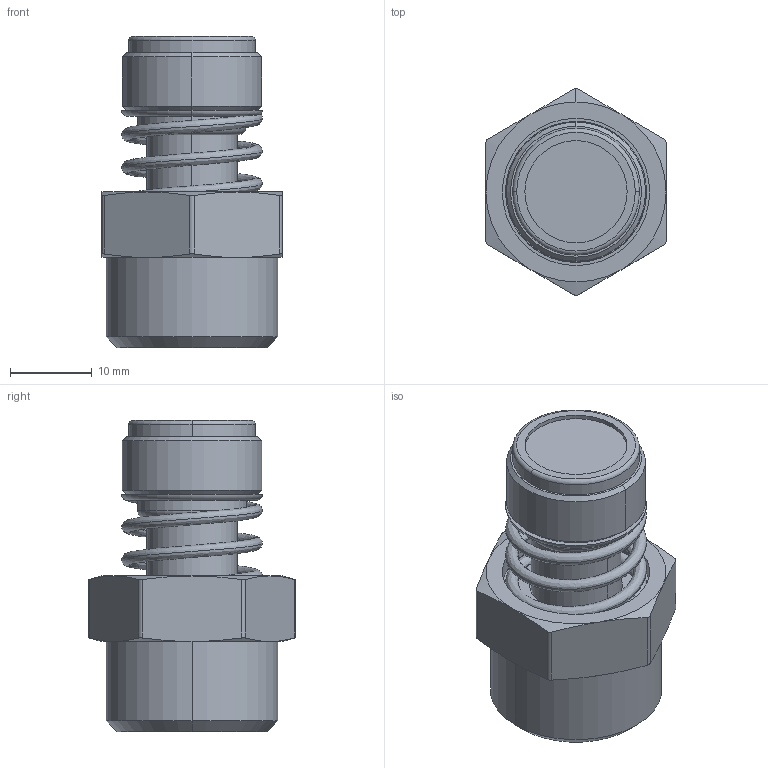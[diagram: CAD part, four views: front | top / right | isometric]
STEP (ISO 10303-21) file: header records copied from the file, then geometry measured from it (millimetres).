
FILE_DESCRIPTION(( 'MV.11VE00.12.STEP' ), '1');
FILE_NAME( 'MV.11VE00.12.STEP', '2018-10-03T16:50:09',( 'Sopra'),('sopra-pneumatic.com'), 'SwSTEP 2.0','SolidWorks 2009','' );
FILE_SCHEMA (( 'CONFIG_CONTROL_DESIGN' ));
Length unit declared in the file: millimetre
Products named in the file (1): 04010004-VE
Bounding box: 22 x 25.25 x 38 mm (x, y, z)
Volume: 8279.7 mm3; surface area: 6212.1 mm2
Topology: 2 solids, 3 shells, 104 faces, 235 edges, 138 vertices
Faces by surface type: cylinder 38, cone 29, plane 24, torus 11, bspline 2
Entity records: 4045 total; most frequent: CARTESIAN_POINT 1677, DIRECTION 496, ORIENTED_EDGE 466, EDGE_CURVE 233, AXIS2_PLACEMENT_3D 215, VERTEX_POINT 138, EDGE_LOOP 117, CIRCLE 112
